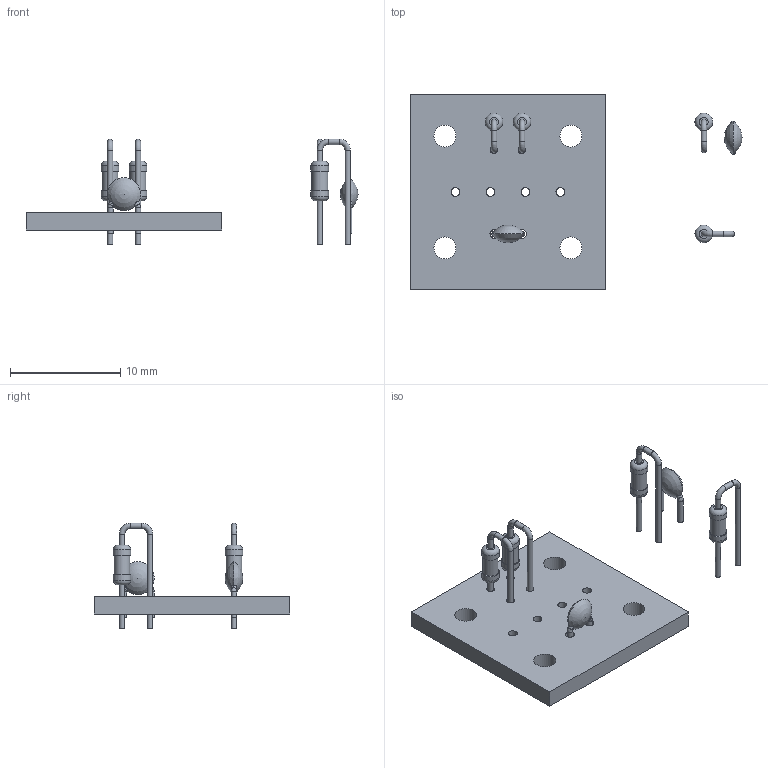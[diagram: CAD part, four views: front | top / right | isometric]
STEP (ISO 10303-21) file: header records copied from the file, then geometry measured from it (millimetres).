
FILE_DESCRIPTION(('KiCad electronic assembly'),'2;1');
FILE_NAME('Cube-Balls.step','2018-11-17T14:32:43',('An Author'),( 'A Company'),'Open CASCADE STEP processor 6.8', 'KiCad to STEP converter','Unknown');
FILE_SCHEMA(('AUTOMOTIVE_DESIGN_CC2 { 1 2 10303 214 -1 1 5 4 }'));
Length unit declared in the file: millimetre
Products named in the file (6): Open CASCADE STEP translator 6.8 1; R_Axial_DIN0204_L3.6mm_D1.6mm_P2.54mm_Vertical; SOLID; C_Disc_D3.0mm_W1.6mm_P2.50mm; COMPOUND
Assembly tree (9 placements, depth 3):
  Open CASCADE STEP translator 6.8 1
    R_Axial_DIN0204_L3.6mm_D1.6mm_P2.54mm_Vertical  x4
      SOLID
    C_Disc_D3.0mm_W1.6mm_P2.50mm  x2
      SOLID
    COMPOUND
Bounding box: 30.14 x 17.78 x 9.6 mm (x, y, z)
Volume: 531.3 mm3; surface area: 1031.1 mm2
Topology: 7 solids, 7 shells, 112 faces, 224 edges, 138 vertices
Faces by surface type: cylinder 54, plane 34, torus 16, revolution 4, sphere 4
Full cylindrical faces by diameter (mm): 0.5 x20, 0.7 x4, 0.8 x6, 1.44 x4, 1.6 x8, 1.999 x4
Entity records: 5878 total; most frequent: CARTESIAN_POINT 3344, DIRECTION 396, ORIENTED_EDGE 220, PCURVE 220, DEFINITIONAL_REPRESENTATION 220, AXIS2_PLACEMENT_3D 122, LINE 120, VECTOR 120
